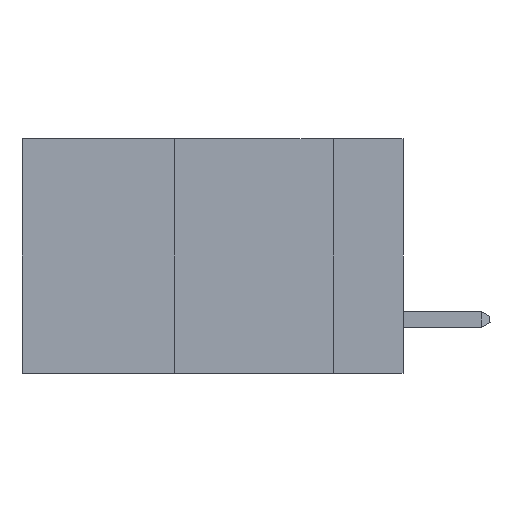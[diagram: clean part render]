
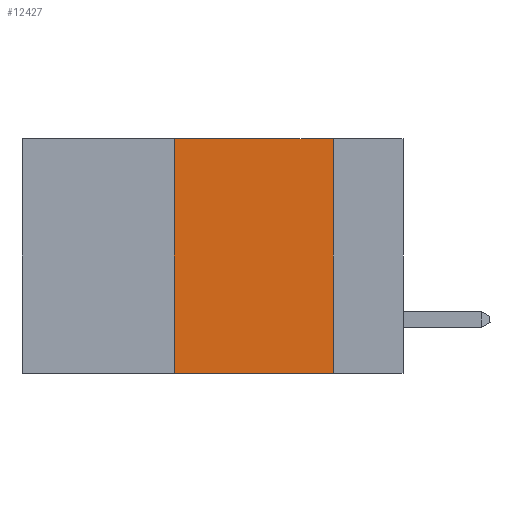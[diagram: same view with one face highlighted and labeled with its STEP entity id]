
A CAD part, left-side view. The second image highlights one B-rep face of the part: STEP entity #12427.
In plain terms, the highlighted planar face has unit normal (-1, 0, 0).
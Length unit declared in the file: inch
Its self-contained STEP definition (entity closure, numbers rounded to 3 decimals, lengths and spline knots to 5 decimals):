
#172 = CARTESIAN_POINT ( 'NONE',  ( 0., 0.11, 0. ) ) ;
#368 = LINE ( 'NONE', #3065, #1716 ) ;
#1409 = LINE ( 'NONE', #16742, #17390 ) ;
#1716 = VECTOR ( 'NONE', #21989, 39.37008 ) ;
#3065 = CARTESIAN_POINT ( 'NONE',  ( 0., 0.6, 0. ) ) ;
#3543 = EDGE_LOOP ( 'NONE', ( #7379, #10308, #9271, #17347 ) ) ;
#3681 = VERTEX_POINT ( 'NONE', #13464 ) ;
#4013 = VECTOR ( 'NONE', #5816, 39.37008 ) ;
#4278 = EDGE_CURVE ( 'NONE', #5082, #18844, #368, .T. ) ;
#5082 = VERTEX_POINT ( 'NONE', #14879 ) ;
#5256 = EDGE_CURVE ( 'NONE', #11999, #5082, #1409, .T. ) ;
#5816 = DIRECTION ( 'NONE',  ( 0., -1., 0. ) ) ;
#6177 = DIRECTION ( 'NONE',  ( 1., 0., 0. ) ) ;
#7266 = AXIS2_PLACEMENT_3D ( 'NONE', #11365, #6177, #19944 ) ;
#7379 = ORIENTED_EDGE ( 'NONE', *, *, #11220, .F. ) ;
#9271 = ORIENTED_EDGE ( 'NONE', *, *, #5256, .F. ) ;
#9829 = CARTESIAN_POINT ( 'NONE',  ( 0., 0.36, -0.37 ) ) ;
#9861 = PLANE ( 'NONE',  #7266 ) ;
#10308 = ORIENTED_EDGE ( 'NONE', *, *, #4278, .F. ) ;
#10466 = FACE_OUTER_BOUND ( 'NONE', #3543, .T. ) ;
#11109 = CARTESIAN_POINT ( 'NONE',  ( 0., 0.11, 0. ) ) ;
#11114 = LINE ( 'NONE', #14453, #4013 ) ;
#11220 = EDGE_CURVE ( 'NONE', #18844, #3681, #14817, .T. ) ;
#11365 = CARTESIAN_POINT ( 'NONE',  ( 0., 0.6, 0. ) ) ;
#11999 = VERTEX_POINT ( 'NONE', #9829 ) ;
#12427 = ADVANCED_FACE ( 'NONE', ( #10466 ), #9861, .F. ) ;
#12563 = DIRECTION ( 'NONE',  ( 0., 0., -1. ) ) ;
#13464 = CARTESIAN_POINT ( 'NONE',  ( 0., 0.11, -0.37 ) ) ;
#14453 = CARTESIAN_POINT ( 'NONE',  ( 0., 0.6, -0.37 ) ) ;
#14817 = LINE ( 'NONE', #172, #16444 ) ;
#14879 = CARTESIAN_POINT ( 'NONE',  ( 0., 0.36, 0. ) ) ;
#14927 = DIRECTION ( 'NONE',  ( 0., 0., 1. ) ) ;
#16444 = VECTOR ( 'NONE', #12563, 39.37008 ) ;
#16742 = CARTESIAN_POINT ( 'NONE',  ( 0., 0.36, 0. ) ) ;
#17296 = EDGE_CURVE ( 'NONE', #11999, #3681, #11114, .T. ) ;
#17347 = ORIENTED_EDGE ( 'NONE', *, *, #17296, .T. ) ;
#17390 = VECTOR ( 'NONE', #14927, 39.37008 ) ;
#18844 = VERTEX_POINT ( 'NONE', #11109 ) ;
#19944 = DIRECTION ( 'NONE',  ( 0., 0., -1. ) ) ;
#21989 = DIRECTION ( 'NONE',  ( 0., -1., 0. ) ) ;
